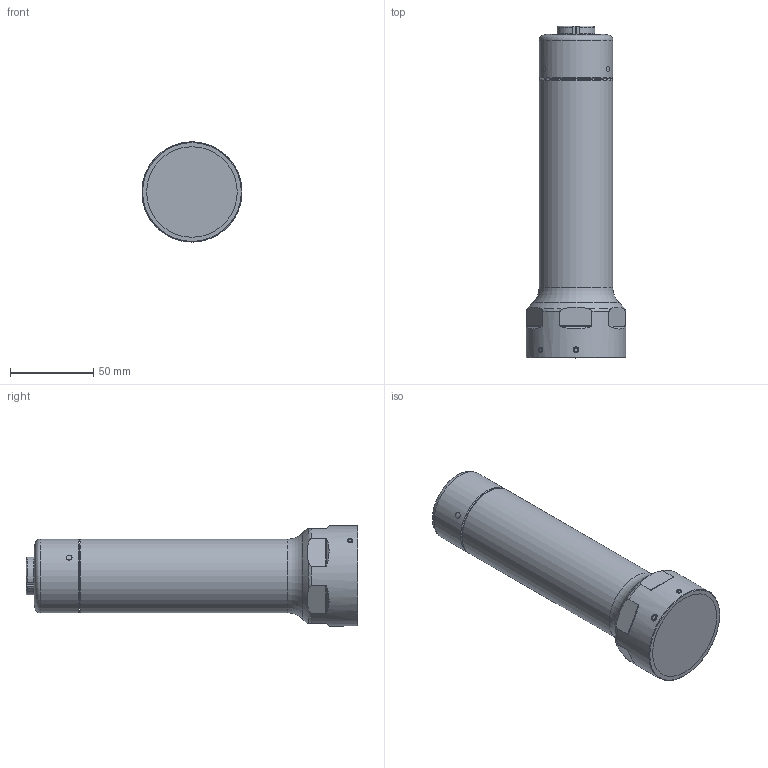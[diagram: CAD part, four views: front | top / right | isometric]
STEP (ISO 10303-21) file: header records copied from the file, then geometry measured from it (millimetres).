
FILE_DESCRIPTION(/* description */ (''),/* implementation_level */ '2;1');
FILE_NAME(/* name */ '99-7821_CLR.stp',/* time_stamp */ '2009-12-16T08:26:39-05:00',/* author */ (''),/* organization */ (''),/* preprocessor_version */ 'ST-DEVELOPER v11',/* originating_system */ 'SIEMENS UGS NX 6.0',/* authorisation */ '');
FILE_SCHEMA (('AUTOMOTIVE_DESIGN { 1 0 10303 214 1 1 1 1 }'));
Length unit declared in the file: inch
Products named in the file (6): 128963; 128962; 128960_COMPONENTS; 500648; 501736; 99-7821_CLR
Assembly tree (8 placements, depth 2):
  99-7821_CLR
    501736  x2
    500648  x3
    128960_COMPONENTS
    128962
    128963
Bounding box: 60.13 x 199.69 x 60.2 mm (x, y, z)
Volume: 546660.2 mm3; surface area: 123280.7 mm2
Topology: 13 solids, 13 shells, 378 faces, 945 edges, 609 vertices
Faces by surface type: plane 148, cone 85, cylinder 74, torus 71
Full cylindrical faces by diameter (mm): 2.54 x4, 3.467 x3, 3.505 x2, 4.064 x2, 4.181 x3, 4.826 x6, 11.151 x1, 20.472 x1, 22.847 x1, 22.949 x1, 26.708 x1, 28.575 x1, 28.702 x1, 28.892 x1, 30.086 x1, 30.188 x1, 30.239 x1, 30.277 x1, 34.861 x1, 35.941 x1, 36.716 x2, 37.935 x1, 38.417 x1, 44.386 x2, 44.45 x2, 52.718 x1, 54.293 x1, 60.198 x2
Entity records: 11721 total; most frequent: CARTESIAN_POINT 4291, DIRECTION 1428, ORIENTED_EDGE 1398, EDGE_CURVE 699, AXIS2_PLACEMENT_3D 607, VERTEX_POINT 516, EDGE_LOOP 486, ADVANCED_FACE 338
